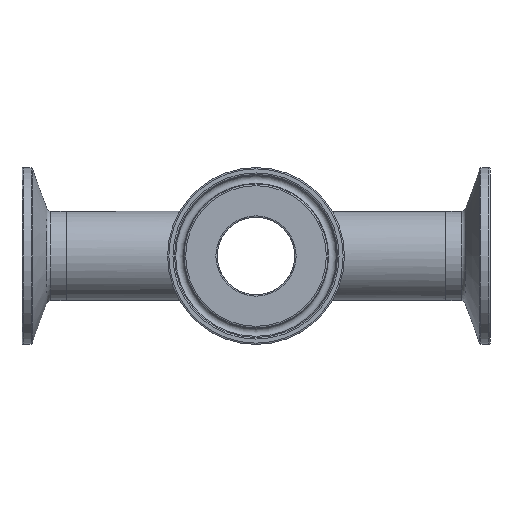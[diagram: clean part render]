
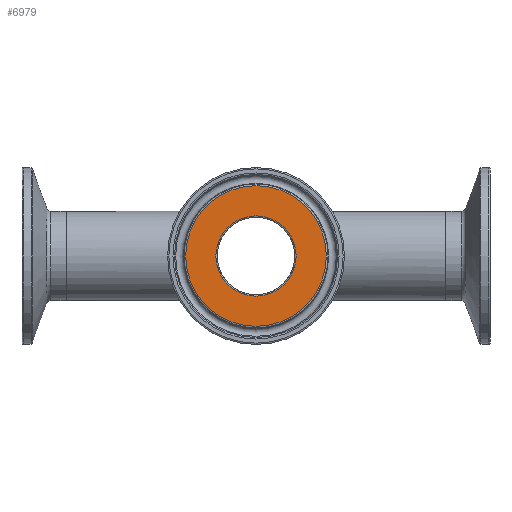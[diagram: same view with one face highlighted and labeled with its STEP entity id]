
A CAD part, front view. The second image highlights one B-rep face of the part: STEP entity #6979.
In plain terms, the highlighted planar face has unit normal (0, -1, 0).
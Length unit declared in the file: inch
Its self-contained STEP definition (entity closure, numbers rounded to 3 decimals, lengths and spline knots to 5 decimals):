
#87=FACE_BOUND('',#1581,.T.);
#811=PLANE('',#7405);
#1156=FACE_OUTER_BOUND('',#1580,.T.);
#1580=EDGE_LOOP('',(#6240));
#1581=EDGE_LOOP('',(#6241));
#1920=CIRCLE('',#7404,0.45);
#1921=CIRCLE('',#7406,0.78916);
#3414=VERTEX_POINT('',#15134);
#3415=VERTEX_POINT('',#15137);
#4412=EDGE_CURVE('',#3414,#3414,#1920,.T.);
#4413=EDGE_CURVE('',#3415,#3415,#1921,.T.);
#6240=ORIENTED_EDGE('',*,*,#4413,.F.);
#6241=ORIENTED_EDGE('',*,*,#4412,.F.);
#6979=ADVANCED_FACE('',(#1156,#87),#811,.T.);
#7404=AXIS2_PLACEMENT_3D('',#15135,#8650,#8651);
#7405=AXIS2_PLACEMENT_3D('',#15136,#8652,#8653);
#7406=AXIS2_PLACEMENT_3D('',#15138,#8654,#8655);
#8650=DIRECTION('center_axis',(0.,-1.,0.));
#8651=DIRECTION('ref_axis',(1.,0.,0.));
#8652=DIRECTION('center_axis',(0.,-1.,0.));
#8653=DIRECTION('ref_axis',(0.,0.,1.));
#8654=DIRECTION('center_axis',(0.,1.,0.));
#8655=DIRECTION('ref_axis',(1.,0.,0.));
#15134=CARTESIAN_POINT('',(-0.45,-2.625,0.));
#15135=CARTESIAN_POINT('Origin',(0.,-2.625,0.));
#15136=CARTESIAN_POINT('Origin',(-0.80316,-2.625,0.));
#15137=CARTESIAN_POINT('',(-0.78916,-2.625,0.));
#15138=CARTESIAN_POINT('Origin',(0.,-2.625,0.));
